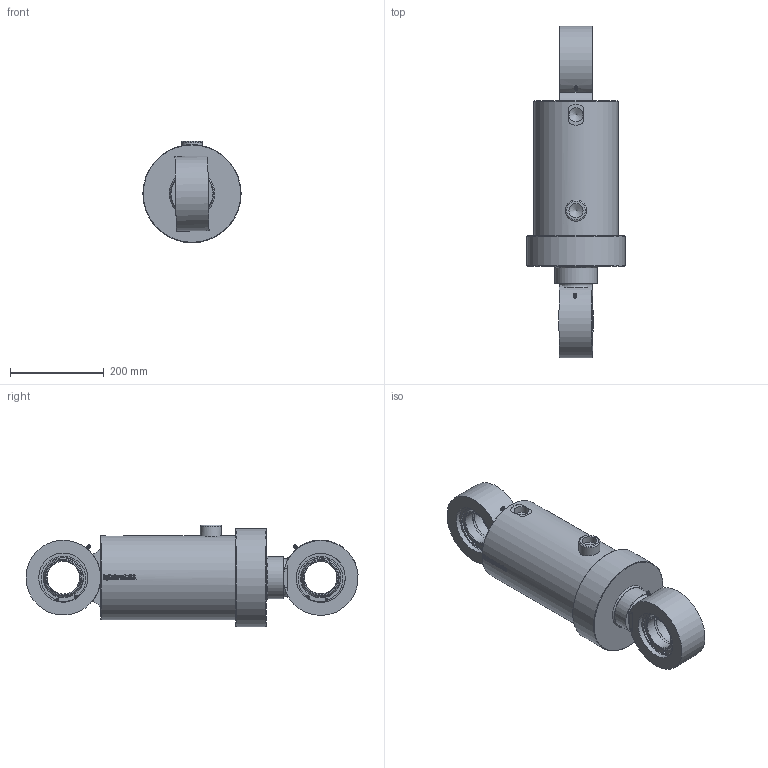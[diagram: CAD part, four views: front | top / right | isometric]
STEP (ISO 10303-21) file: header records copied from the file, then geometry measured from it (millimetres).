
FILE_DESCRIPTION((''),'2;1');
FILE_NAME('DVL160_90 (2).stp','2010-01-22T11:14:17',('tribel'),(''),'Autodesk Inventor 2009','Autodesk Inventor 2009','');
FILE_SCHEMA(('AUTOMOTIVE_DESIGN { 1 0 10303 214 1 1 1 1 }'));
Length unit declared in the file: millimetre
Products named in the file (7): DVL160_90 (2); DVL160_90_body; DVL160_90_stang; DVL160_90_Parameters; Klinkby.øye70.rund.komplett; sveis; sveis3
Assembly tree (8 placements, depth 2):
  DVL160_90 (2)
    DVL160_90_body
    DVL160_90_stang
    DVL160_90_Parameters
    Klinkby.øye70.rund.komplett  x2
    sveis  x2
    sveis3
Bounding box: 210 x 709.53 x 217 mm (x, y, z)
Volume: 9005740.7 mm3; surface area: 839183.4 mm2
Topology: 7 solids, 10 shells, 683 faces, 1787 edges, 1167 vertices
Faces by surface type: plane 326, bspline 162, cylinder 117, cone 56, torus 15, sphere 7
Full cylindrical faces by diameter (mm): 3 x2, 3.5 x8, 5.714 x4, 6.95 x4, 45 x1, 70 x4, 90 x2, 105 x10, 109 x4, 160 x4, 180 x1, 210 x1
Entity records: 47678 total; most frequent: CARTESIAN_POINT 34978, ORIENTED_EDGE 2804, DIRECTION 1993, EDGE_CURVE 1404, VERTEX_POINT 954, AXIS2_PLACEMENT_3D 729, EDGE_LOOP 697, FACE_OUTER_BOUND 570
